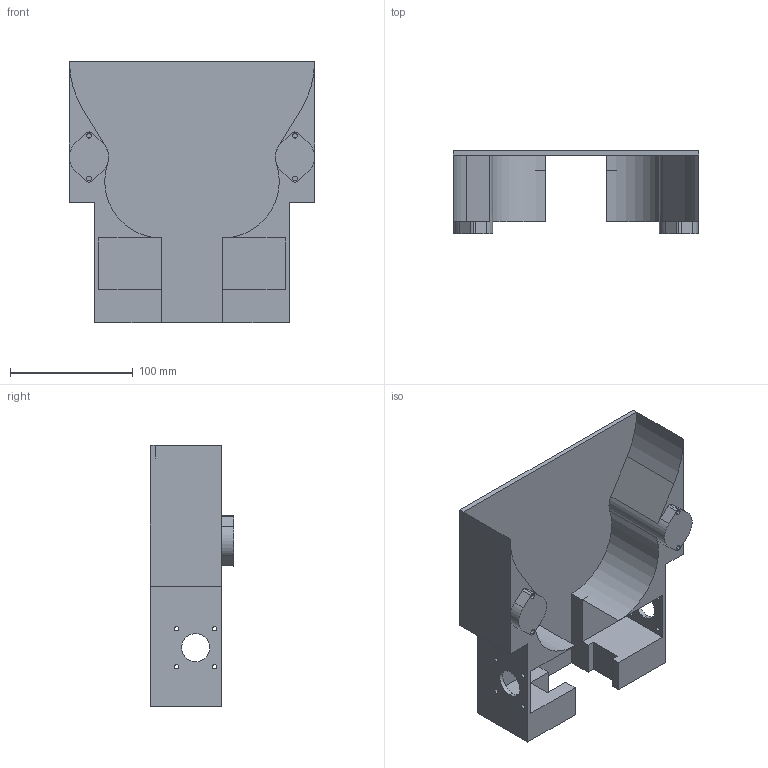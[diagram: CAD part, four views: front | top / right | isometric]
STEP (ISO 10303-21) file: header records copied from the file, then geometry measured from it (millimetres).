
FILE_DESCRIPTION (( 'STEP AP214' ), '1' );
FILE_NAME ('Ð¡³µ³µÉív2.5.0.STEP', '2026-01-19T07:19:49', ( '' ), ( '' ), 'SwSTEP 2.0', 'SolidWorks 2022', '' );
FILE_SCHEMA (( 'AUTOMOTIVE_DESIGN' ));
Length unit declared in the file: millimetre
Products named in the file (1): 小车车身v2.5.0
Bounding box: 200 x 68 x 213 mm (x, y, z)
Volume: 682225.8 mm3; surface area: 148830.6 mm2
Topology: 1 solids, 1 shells, 90 faces, 246 edges, 162 vertices
Faces by surface type: plane 48, cylinder 42
Entity records: 2946 total; most frequent: DIRECTION 518, CARTESIAN_POINT 499, ORIENTED_EDGE 492, EDGE_CURVE 246, AXIS2_PLACEMENT_3D 181, VERTEX_POINT 162, LINE 156, VECTOR 156
